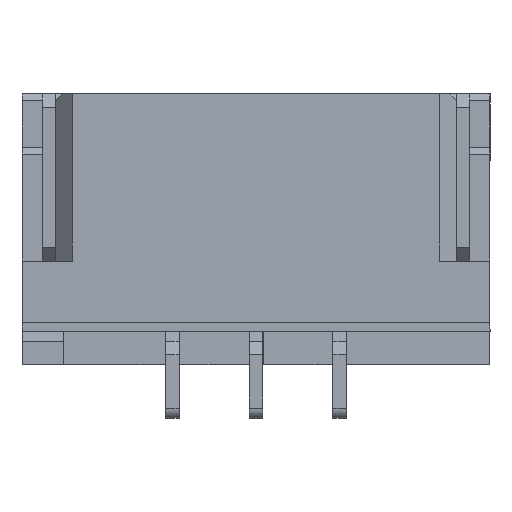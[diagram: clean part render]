
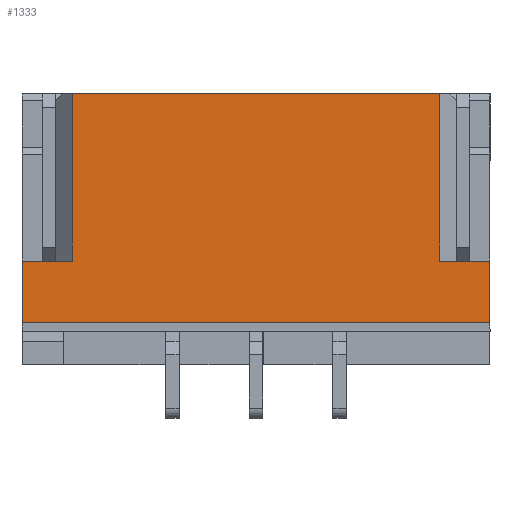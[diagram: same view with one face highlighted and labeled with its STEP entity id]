
A CAD part, front view. The second image highlights one B-rep face of the part: STEP entity #1333.
In plain terms, the highlighted planar face has unit normal (0, -1, 0).
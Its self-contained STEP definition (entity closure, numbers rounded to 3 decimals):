
#90 = FACE_OUTER_BOUND ( 'NONE', #6287, .T. ) ;
#96 = VECTOR ( 'NONE', #6735, 1000. ) ;
#158 = VECTOR ( 'NONE', #7899, 1000. ) ;
#174 = CARTESIAN_POINT ( 'NONE',  ( 4.75, 0., -0.475 ) ) ;
#274 = ORIENTED_EDGE ( 'NONE', *, *, #8207, .F. ) ;
#326 = CARTESIAN_POINT ( 'NONE',  ( -2.25, 0., -1.4 ) ) ;
#370 = VECTOR ( 'NONE', #3944, 1000. ) ;
#409 = CARTESIAN_POINT ( 'NONE',  ( 4., 0., -0.475 ) ) ;
#423 = DIRECTION ( 'NONE',  ( 0., 0., 1. ) ) ;
#491 = VECTOR ( 'NONE', #423, 1000. ) ;
#597 = LINE ( 'NONE', #7647, #491 ) ;
#827 = DIRECTION ( 'NONE',  ( 1., 0., 0. ) ) ;
#990 = EDGE_CURVE ( 'NONE', #2581, #8054, #7089, .T. ) ;
#993 = PLANE ( 'NONE',  #7167 ) ;
#1007 = ORIENTED_EDGE ( 'NONE', *, *, #990, .F. ) ;
#1333 = ADVANCED_FACE ( 'NONE', ( #90 ), #993, .T. ) ;
#1527 = ORIENTED_EDGE ( 'NONE', *, *, #2381, .T. ) ;
#1603 = VECTOR ( 'NONE', #7841, 1000. ) ;
#1745 = CARTESIAN_POINT ( 'NONE',  ( 4., 0., 2.025 ) ) ;
#1787 = VERTEX_POINT ( 'NONE', #409 ) ;
#1942 = VECTOR ( 'NONE', #6330, 1000. ) ;
#2179 = VERTEX_POINT ( 'NONE', #4179 ) ;
#2234 = ORIENTED_EDGE ( 'NONE', *, *, #2971, .T. ) ;
#2381 = EDGE_CURVE ( 'NONE', #1787, #6476, #6864, .T. ) ;
#2581 = VERTEX_POINT ( 'NONE', #174 ) ;
#2971 = EDGE_CURVE ( 'NONE', #4063, #8054, #4591, .T. ) ;
#3021 = EDGE_CURVE ( 'NONE', #5828, #6476, #7736, .T. ) ;
#3746 = LINE ( 'NONE', #7971, #5404 ) ;
#3786 = ORIENTED_EDGE ( 'NONE', *, *, #8220, .T. ) ;
#3944 = DIRECTION ( 'NONE',  ( 0., 0., -1. ) ) ;
#4006 = CARTESIAN_POINT ( 'NONE',  ( -1.5, 0., -0.475 ) ) ;
#4063 = VERTEX_POINT ( 'NONE', #326 ) ;
#4136 = LINE ( 'NONE', #5017, #158 ) ;
#4179 = CARTESIAN_POINT ( 'NONE',  ( -2.25, 0., -0.475 ) ) ;
#4305 = DIRECTION ( 'NONE',  ( -1., 0., 0. ) ) ;
#4367 = ORIENTED_EDGE ( 'NONE', *, *, #6279, .T. ) ;
#4399 = CARTESIAN_POINT ( 'NONE',  ( -1.5, 0., 2.025 ) ) ;
#4578 = LINE ( 'NONE', #4006, #370 ) ;
#4591 = LINE ( 'NONE', #5074, #9191 ) ;
#4684 = EDGE_CURVE ( 'NONE', #1787, #2581, #4136, .T. ) ;
#5017 = CARTESIAN_POINT ( 'NONE',  ( 4.25, 0., -0.475 ) ) ;
#5074 = CARTESIAN_POINT ( 'NONE',  ( -4.75, 0., -1.4 ) ) ;
#5404 = VECTOR ( 'NONE', #4305, 1000. ) ;
#5828 = VERTEX_POINT ( 'NONE', #4399 ) ;
#6067 = CARTESIAN_POINT ( 'NONE',  ( 4.75, 0., -1.4 ) ) ;
#6279 = EDGE_CURVE ( 'NONE', #8803, #2179, #3746, .T. ) ;
#6287 = EDGE_LOOP ( 'NONE', ( #2234, #1007, #7443, #1527, #8008, #3786, #4367, #274 ) ) ;
#6330 = DIRECTION ( 'NONE',  ( 0., 0., -1. ) ) ;
#6438 = CARTESIAN_POINT ( 'NONE',  ( -4.75, 0., 2.025 ) ) ;
#6476 = VERTEX_POINT ( 'NONE', #6793 ) ;
#6735 = DIRECTION ( 'NONE',  ( 0., 0., 1. ) ) ;
#6793 = CARTESIAN_POINT ( 'NONE',  ( 4., 0., 2.025 ) ) ;
#6864 = LINE ( 'NONE', #1745, #96 ) ;
#7089 = LINE ( 'NONE', #7758, #1942 ) ;
#7167 = AXIS2_PLACEMENT_3D ( 'NONE', #9059, #9086, #7588 ) ;
#7443 = ORIENTED_EDGE ( 'NONE', *, *, #4684, .F. ) ;
#7568 = CARTESIAN_POINT ( 'NONE',  ( -1.5, 0., -0.475 ) ) ;
#7588 = DIRECTION ( 'NONE',  ( 0., 0., -1. ) ) ;
#7647 = CARTESIAN_POINT ( 'NONE',  ( -2.25, 0., 2.025 ) ) ;
#7736 = LINE ( 'NONE', #6438, #1603 ) ;
#7758 = CARTESIAN_POINT ( 'NONE',  ( 4.75, 0., 2.025 ) ) ;
#7841 = DIRECTION ( 'NONE',  ( 1., 0., 0. ) ) ;
#7899 = DIRECTION ( 'NONE',  ( 1., 0., 0. ) ) ;
#7971 = CARTESIAN_POINT ( 'NONE',  ( -1.75, 0., -0.475 ) ) ;
#8008 = ORIENTED_EDGE ( 'NONE', *, *, #3021, .F. ) ;
#8054 = VERTEX_POINT ( 'NONE', #6067 ) ;
#8207 = EDGE_CURVE ( 'NONE', #4063, #2179, #597, .T. ) ;
#8220 = EDGE_CURVE ( 'NONE', #5828, #8803, #4578, .T. ) ;
#8803 = VERTEX_POINT ( 'NONE', #7568 ) ;
#9059 = CARTESIAN_POINT ( 'NONE',  ( 0., 0., 0. ) ) ;
#9086 = DIRECTION ( 'NONE',  ( 0., -1., 0. ) ) ;
#9191 = VECTOR ( 'NONE', #827, 1000. ) ;
